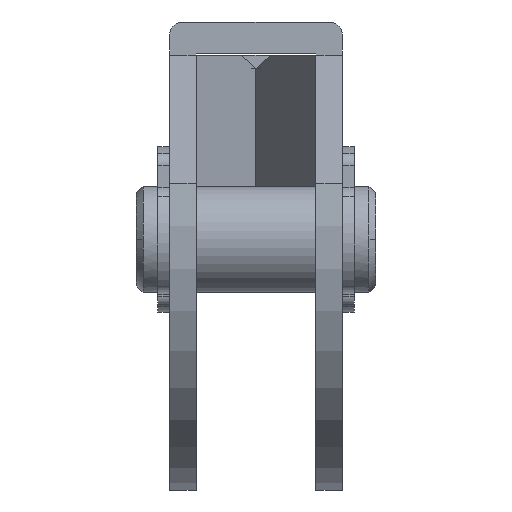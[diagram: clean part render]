
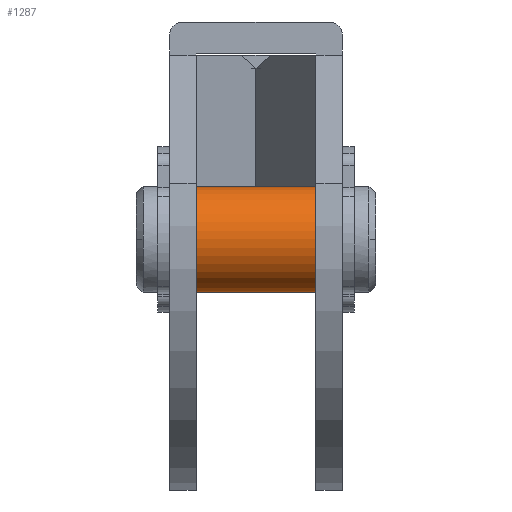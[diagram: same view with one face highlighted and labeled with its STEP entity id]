
A CAD part, left-side view. The second image highlights one B-rep face of the part: STEP entity #1287.
In plain terms, the highlighted cylindrical face has radius 4 mm (diameter 8 mm), a partial arc.
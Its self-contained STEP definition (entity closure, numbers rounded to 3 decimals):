
#935=EDGE_CURVE('',#961,#1055,#2172,.T.);
#947=EDGE_CURVE('',#983,#961,#2186,.T.);
#961=VERTEX_POINT('',#2202);
#977=EDGE_CURVE('',#983,#1011,#2220,.T.);
#983=VERTEX_POINT('',#2226);
#997=EDGE_CURVE('',#1041,#1011,#2241,.T.);
#1011=VERTEX_POINT('',#2255);
#1029=EDGE_CURVE('',#1069,#1041,#2274,.T.);
#1041=VERTEX_POINT('',#2287);
#1047=EDGE_CURVE('',#1069,#1055,#2294,.T.);
#1055=VERTEX_POINT('',#2302);
#1069=VERTEX_POINT('',#2318);
#1287=ADVANCED_FACE('',(#2561),#2562,.T.);
#2172=CIRCLE('',#3623,4.0);
#2186=CIRCLE('',#3642,4.0);
#2202=CARTESIAN_POINT('',(-4.0,-4.5,0.));
#2220=LINE('',#3686,#3687);
#2226=CARTESIAN_POINT('',(-0.45,-4.5,-3.975));
#2241=CIRCLE('',#3716,4.);
#2255=CARTESIAN_POINT('',(-0.45,4.5,-3.975));
#2274=CIRCLE('',#3768,4.);
#2287=CARTESIAN_POINT('',(-4.0,4.5,0.));
#2294=LINE('',#3791,#3792);
#2302=CARTESIAN_POINT('',(0.45,-4.5,3.975));
#2318=CARTESIAN_POINT('',(0.45,4.5,3.975));
#2561=FACE_OUTER_BOUND('',#4149,.T.);
#2562=CYLINDRICAL_SURFACE('',#4150,4.);
#3623=AXIS2_PLACEMENT_3D('',#5306,#5307,#5308);
#3642=AXIS2_PLACEMENT_3D('',#5327,#5328,#5329);
#3686=CARTESIAN_POINT('',(-0.45,0.,-3.975));
#3687=VECTOR('',#5380,1.0);
#3716=AXIS2_PLACEMENT_3D('',#5400,#5401,#5402);
#3768=AXIS2_PLACEMENT_3D('',#5431,#5432,#5433);
#3791=CARTESIAN_POINT('',(0.45,0.,3.975));
#3792=VECTOR('',#5453,1.0);
#4149=EDGE_LOOP('',(#5813,#5814,#5815,#5816,#5817,#5818));
#4150=AXIS2_PLACEMENT_3D('',#5819,#5820,#5821);
#5306=CARTESIAN_POINT('',(0.0,-4.5,0.));
#5307=DIRECTION('',(-0.0,1.0,0.0));
#5308=DIRECTION('',(1.0,0.0,0.0));
#5327=CARTESIAN_POINT('',(0.0,-4.5,0.));
#5328=DIRECTION('',(-0.0,1.0,0.0));
#5329=DIRECTION('',(1.0,0.0,0.0));
#5380=DIRECTION('',(-0.0,1.0,0.));
#5400=CARTESIAN_POINT('',(0.,4.5,0.));
#5401=DIRECTION('',(0.0,-1.0,0.0));
#5402=DIRECTION('',(0.112,0.0,0.994));
#5431=CARTESIAN_POINT('',(0.,4.5,0.));
#5432=DIRECTION('',(0.0,-1.0,0.0));
#5433=DIRECTION('',(0.112,0.0,0.994));
#5453=DIRECTION('',(0.0,-1.0,0.));
#5813=ORIENTED_EDGE('',*,*,#1047,.F.);
#5814=ORIENTED_EDGE('',*,*,#1029,.T.);
#5815=ORIENTED_EDGE('',*,*,#997,.T.);
#5816=ORIENTED_EDGE('',*,*,#977,.F.);
#5817=ORIENTED_EDGE('',*,*,#947,.T.);
#5818=ORIENTED_EDGE('',*,*,#935,.T.);
#5819=CARTESIAN_POINT('',(0.,0.,0.));
#5820=DIRECTION('',(-0.0,1.0,0.));
#5821=DIRECTION('',(0.112,0.,0.994));
